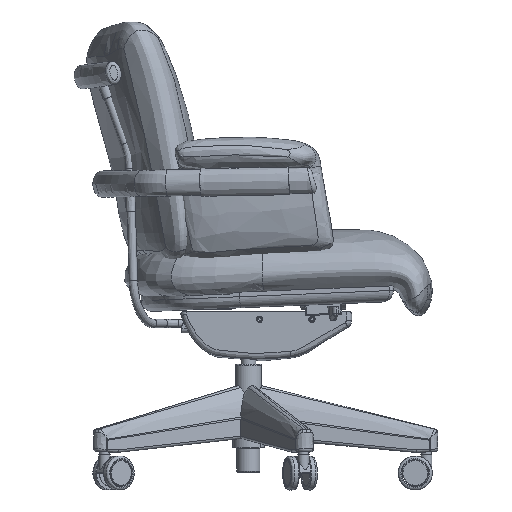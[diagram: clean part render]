
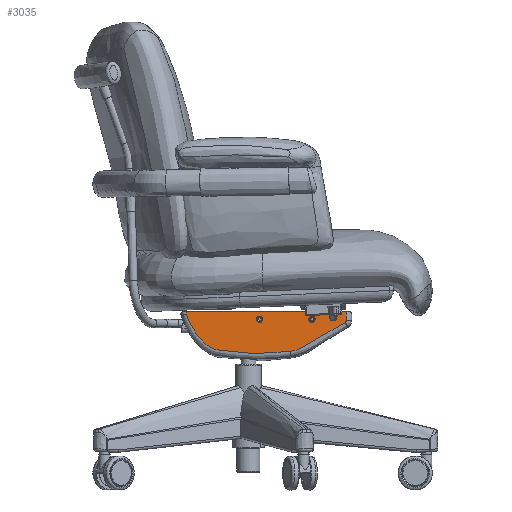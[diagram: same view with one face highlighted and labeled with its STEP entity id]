
A CAD part, left-side view. The second image highlights one B-rep face of the part: STEP entity #3035.
In plain terms, the highlighted planar face has unit normal (-1, 0, 0).
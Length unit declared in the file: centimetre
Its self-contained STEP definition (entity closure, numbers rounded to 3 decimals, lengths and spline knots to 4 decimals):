
#53=FACE_BOUND('',#4542,.T.);
#54=FACE_BOUND('',#4543,.T.);
#934=(
BOUNDED_CURVE()
B_SPLINE_CURVE(2,(#49398,#49399,#49400),.UNSPECIFIED.,.F.,.F.)
B_SPLINE_CURVE_WITH_KNOTS((3,3),(-1165.9912,-859.3797),
 .UNSPECIFIED.)
CURVE()
GEOMETRIC_REPRESENTATION_ITEM()
RATIONAL_B_SPLINE_CURVE((1.,1.,1.))
REPRESENTATION_ITEM('')
);
#946=(
BOUNDED_CURVE()
B_SPLINE_CURVE(2,(#49467,#49468,#49469),.UNSPECIFIED.,.F.,.F.)
B_SPLINE_CURVE_WITH_KNOTS((3,3),(0.,4.3355),.UNSPECIFIED.)
CURVE()
GEOMETRIC_REPRESENTATION_ITEM()
RATIONAL_B_SPLINE_CURVE((1.,0.881,1.))
REPRESENTATION_ITEM('')
);
#949=(
BOUNDED_CURVE()
B_SPLINE_CURVE(3,(#49481,#49482,#49483,#49484,#49485,#49486,#49487,#49488),
 .UNSPECIFIED.,.F.,.F.)
B_SPLINE_CURVE_WITH_KNOTS((4,1,3,4),(0.,0.9063,
85.22,119.3585),.UNSPECIFIED.)
CURVE()
GEOMETRIC_REPRESENTATION_ITEM()
RATIONAL_B_SPLINE_CURVE((1.,1.,1.,1.,1.,1.,
1.,1.))
REPRESENTATION_ITEM('')
);
#951=(
BOUNDED_CURVE()
B_SPLINE_CURVE(3,(#49527,#49528,#49529,#49530,#49531,#49532,#49533,#49534,
#49535,#49536,#49537,#49538,#49539,#49540,#49541,#49542,#49543,#49544,#49545,
#49546),.UNSPECIFIED.,.F.,.F.)
B_SPLINE_CURVE_WITH_KNOTS((4,1,1,1,3,3,1,1,3,1,1,4),(0.1097,
25.4208,50.8416,54.1592,57.4769,135.2446,
156.34,166.8021,177.2641,199.4692,221.6742,
234.2208),.UNSPECIFIED.)
CURVE()
GEOMETRIC_REPRESENTATION_ITEM()
RATIONAL_B_SPLINE_CURVE((1.,1.,1.,1.,1.,1.,1.,1.,1.,1.,1.,1.,
1.,1.,1.,1.,1.,1.,1.,1.))
REPRESENTATION_ITEM('')
);
#953=(
BOUNDED_CURVE()
B_SPLINE_CURVE(1,(#49575,#49576),.UNSPECIFIED.,.F.,.F.)
B_SPLINE_CURVE_WITH_KNOTS((2,2),(0.,5.0447),
 .UNSPECIFIED.)
CURVE()
GEOMETRIC_REPRESENTATION_ITEM()
RATIONAL_B_SPLINE_CURVE((1.,1.))
REPRESENTATION_ITEM('')
);
#957=(
BOUNDED_CURVE()
B_SPLINE_CURVE(2,(#49591,#49592,#49593,#49594,#49595,#49596,#49597,#49598,
#49599),.UNSPECIFIED.,.T.,.F.)
B_SPLINE_CURVE_WITH_KNOTS((3,2,2,2,3),(0.,9.4248,18.8496,
28.2743,37.6991),.UNSPECIFIED.)
CURVE()
GEOMETRIC_REPRESENTATION_ITEM()
RATIONAL_B_SPLINE_CURVE((1.,0.707,1.,0.707,1.,0.707,
1.,0.707,1.))
REPRESENTATION_ITEM('')
);
#960=(
BOUNDED_CURVE()
B_SPLINE_CURVE(2,(#49611,#49612,#49613,#49614,#49615,#49616,#49617,#49618,
#49619),.UNSPECIFIED.,.T.,.F.)
B_SPLINE_CURVE_WITH_KNOTS((3,2,2,2,3),(0.,9.4248,18.8496,
28.2743,37.6991),.UNSPECIFIED.)
CURVE()
GEOMETRIC_REPRESENTATION_ITEM()
RATIONAL_B_SPLINE_CURVE((1.,0.707,1.,0.707,1.,0.707,
1.,0.707,1.))
REPRESENTATION_ITEM('')
);
#1250=PLANE('',#11492);
#3035=ADVANCED_FACE('',(#3769,#53,#54),#1250,.T.);
#3769=FACE_OUTER_BOUND('',#4541,.T.);
#4541=EDGE_LOOP('',(#7455,#7456,#7457,#7458,#7459,#7460));
#4542=EDGE_LOOP('',(#7461));
#4543=EDGE_LOOP('',(#7462));
#7455=ORIENTED_EDGE('',*,*,#9268,.F.);
#7456=ORIENTED_EDGE('',*,*,#9265,.F.);
#7457=ORIENTED_EDGE('',*,*,#9262,.F.);
#7458=ORIENTED_EDGE('',*,*,#9255,.F.);
#7459=ORIENTED_EDGE('',*,*,#9247,.F.);
#7460=ORIENTED_EDGE('',*,*,#9271,.F.);
#7461=ORIENTED_EDGE('',*,*,#9275,.F.);
#7462=ORIENTED_EDGE('',*,*,#9278,.F.);
#9247=EDGE_CURVE('',#10908,#10907,#934,.T.);
#9255=EDGE_CURVE('',#10907,#10921,#9970,.T.);
#9262=EDGE_CURVE('',#10921,#10922,#946,.T.);
#9265=EDGE_CURVE('',#10922,#10920,#949,.T.);
#9268=EDGE_CURVE('',#10920,#10919,#951,.T.);
#9271=EDGE_CURVE('',#10919,#10908,#953,.T.);
#9275=EDGE_CURVE('',#10924,#10924,#957,.T.);
#9278=EDGE_CURVE('',#10926,#10926,#960,.T.);
#9970=B_SPLINE_CURVE_WITH_KNOTS('',1,(#49427,#49428),.UNSPECIFIED.,.F.,
 .F.,(2,2),(0.,17.1708),.UNSPECIFIED.);
#10907=VERTEX_POINT('',#49344);
#10908=VERTEX_POINT('',#49345);
#10919=VERTEX_POINT('',#49356);
#10920=VERTEX_POINT('',#49357);
#10921=VERTEX_POINT('',#49358);
#10922=VERTEX_POINT('',#49359);
#10924=VERTEX_POINT('',#49361);
#10926=VERTEX_POINT('',#49363);
#11492=AXIS2_PLACEMENT_3D('',#49174,#11934,$);
#11934=DIRECTION('',(-1.,0.,0.));
#49174=CARTESIAN_POINT('',(-8.9,11.2752,20.4879));
#49344=CARTESIAN_POINT('',(-8.9,16.4406,30.7399));
#49345=CARTESIAN_POINT('',(-8.9,47.1017,30.7399));
#49356=CARTESIAN_POINT('',(-8.9,46.9446,30.2605));
#49357=CARTESIAN_POINT('',(-8.9,27.1294,23.1196));
#49358=CARTESIAN_POINT('',(-8.9,16.4406,29.0228));
#49359=CARTESIAN_POINT('',(-8.9,16.6377,28.6562));
#49361=CARTESIAN_POINT('',(-8.9,23.5795,29.2555));
#49363=CARTESIAN_POINT('',(-8.9,33.5795,29.2555));
#49398=CARTESIAN_POINT('',(-8.9,47.1017,30.7399));
#49399=CARTESIAN_POINT('',(-8.9,31.7711,30.7399));
#49400=CARTESIAN_POINT('',(-8.9,16.4406,30.7399));
#49427=CARTESIAN_POINT('',(-8.9,16.4406,30.7399));
#49428=CARTESIAN_POINT('',(-8.9,16.4406,29.0228));
#49467=CARTESIAN_POINT('',(-8.9,16.4406,29.0228));
#49468=CARTESIAN_POINT('',(-8.9,16.4406,28.7865));
#49469=CARTESIAN_POINT('',(-8.9,16.6377,28.6562));
#49481=CARTESIAN_POINT('',(-8.9,16.6377,28.6562));
#49482=CARTESIAN_POINT('',(-8.9,16.6629,28.6396));
#49483=CARTESIAN_POINT('',(-8.9,19.0334,27.0744));
#49484=CARTESIAN_POINT('',(-8.9,21.4642,25.6005));
#49485=CARTESIAN_POINT('',(-8.9,23.9207,24.2351));
#49486=CARTESIAN_POINT('',(-8.9,24.9153,23.6819));
#49487=CARTESIAN_POINT('',(-8.9,26.0067,23.3046));
#49488=CARTESIAN_POINT('',(-8.9,27.1294,23.1196));
#49527=CARTESIAN_POINT('',(-8.9,27.1294,23.1196));
#49528=CARTESIAN_POINT('',(-8.9,27.9647,23.0005));
#49529=CARTESIAN_POINT('',(-8.9,29.6458,22.8109));
#49530=CARTESIAN_POINT('',(-8.9,31.4457,22.7144));
#49531=CARTESIAN_POINT('',(-8.9,32.514,22.6927));
#49532=CARTESIAN_POINT('',(-8.9,32.7351,22.6901));
#49533=CARTESIAN_POINT('',(-8.9,32.8457,22.6892));
#49534=CARTESIAN_POINT('',(-8.9,35.4379,22.6678));
#49535=CARTESIAN_POINT('',(-8.9,38.0319,22.8742));
#49536=CARTESIAN_POINT('',(-8.9,40.5881,23.3051));
#49537=CARTESIAN_POINT('',(-8.9,41.2815,23.4216));
#49538=CARTESIAN_POINT('',(-8.9,42.2891,23.7745));
#49539=CARTESIAN_POINT('',(-8.9,43.451,24.5667));
#49540=CARTESIAN_POINT('',(-8.9,43.9506,25.0573));
#49541=CARTESIAN_POINT('',(-8.9,44.1761,25.3235));
#49542=CARTESIAN_POINT('',(-8.9,44.6545,25.8882));
#49543=CARTESIAN_POINT('',(-8.9,45.5282,27.0883));
#49544=CARTESIAN_POINT('',(-8.9,46.406,28.7779));
#49545=CARTESIAN_POINT('',(-8.9,46.8143,29.8631));
#49546=CARTESIAN_POINT('',(-8.9,46.9446,30.2605));
#49575=CARTESIAN_POINT('',(-8.9,46.9446,30.2605));
#49576=CARTESIAN_POINT('',(-8.9,47.1017,30.7399));
#49591=CARTESIAN_POINT('',(-8.9,23.5795,29.2555));
#49592=CARTESIAN_POINT('',(-8.9,23.5795,28.6555));
#49593=CARTESIAN_POINT('',(-8.9,22.9795,28.6555));
#49594=CARTESIAN_POINT('',(-8.9,22.3795,28.6555));
#49595=CARTESIAN_POINT('',(-8.9,22.3795,29.2555));
#49596=CARTESIAN_POINT('',(-8.9,22.3795,29.8555));
#49597=CARTESIAN_POINT('',(-8.9,22.9795,29.8555));
#49598=CARTESIAN_POINT('',(-8.9,23.5795,29.8555));
#49599=CARTESIAN_POINT('',(-8.9,23.5795,29.2555));
#49611=CARTESIAN_POINT('',(-8.9,33.5795,29.2555));
#49612=CARTESIAN_POINT('',(-8.9,33.5795,28.6555));
#49613=CARTESIAN_POINT('',(-8.9,32.9795,28.6555));
#49614=CARTESIAN_POINT('',(-8.9,32.3795,28.6555));
#49615=CARTESIAN_POINT('',(-8.9,32.3795,29.2555));
#49616=CARTESIAN_POINT('',(-8.9,32.3795,29.8555));
#49617=CARTESIAN_POINT('',(-8.9,32.9795,29.8555));
#49618=CARTESIAN_POINT('',(-8.9,33.5795,29.8555));
#49619=CARTESIAN_POINT('',(-8.9,33.5795,29.2555));
